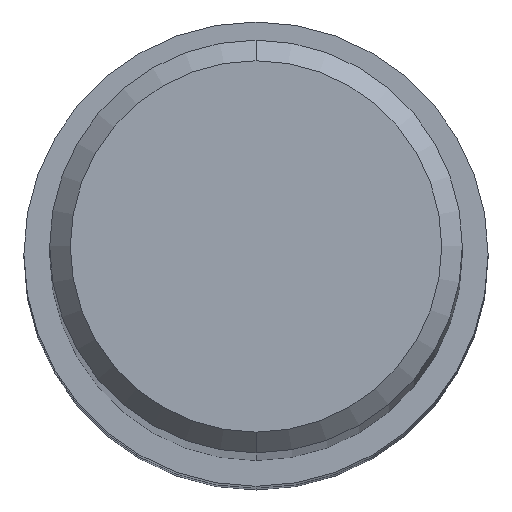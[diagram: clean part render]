
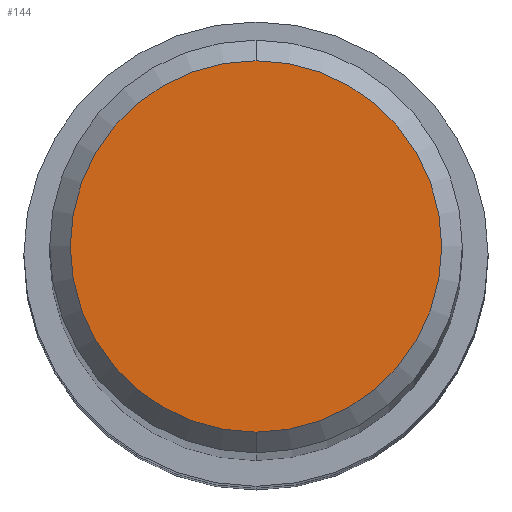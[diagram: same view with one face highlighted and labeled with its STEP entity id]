
A CAD part, top view. The second image highlights one B-rep face of the part: STEP entity #144.
In plain terms, the highlighted planar face has unit normal (0, 0, 1).
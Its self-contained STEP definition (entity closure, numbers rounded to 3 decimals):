
#92=EDGE_CURVE('',#112,#192,#229,.T.);
#112=VERTEX_POINT('',#252);
#116=EDGE_CURVE('',#192,#112,#256,.T.);
#144=ADVANCED_FACE('',(#288),#289,.T.);
#192=VERTEX_POINT('',#343);
#229=CIRCLE('',#375,5.4);
#252=CARTESIAN_POINT('',(0.0,5.4,0.0));
#256=CIRCLE('',#407,5.4);
#288=FACE_OUTER_BOUND('',#449,.T.);
#289=PLANE('',#450);
#343=CARTESIAN_POINT('',(0.,-5.4,0.0));
#375=AXIS2_PLACEMENT_3D('',#542,#543,#544);
#407=AXIS2_PLACEMENT_3D('',#575,#576,#577);
#449=EDGE_LOOP('',(#624,#625));
#450=AXIS2_PLACEMENT_3D('',#626,#627,#628);
#542=CARTESIAN_POINT('',(0.0,0.0,0.0));
#543=DIRECTION('',(0.0,0.0,-1.0));
#544=DIRECTION('',(0.0,1.0,0.0));
#575=CARTESIAN_POINT('',(0.0,0.0,0.0));
#576=DIRECTION('',(0.0,0.0,-1.0));
#577=DIRECTION('',(0.0,1.0,0.0));
#624=ORIENTED_EDGE('',*,*,#92,.F.);
#625=ORIENTED_EDGE('',*,*,#116,.F.);
#626=CARTESIAN_POINT('',(0.0,2.7,0.0));
#627=DIRECTION('',(-0.0,0.0,1.0));
#628=DIRECTION('',(0.0,-1.0,0.0));
